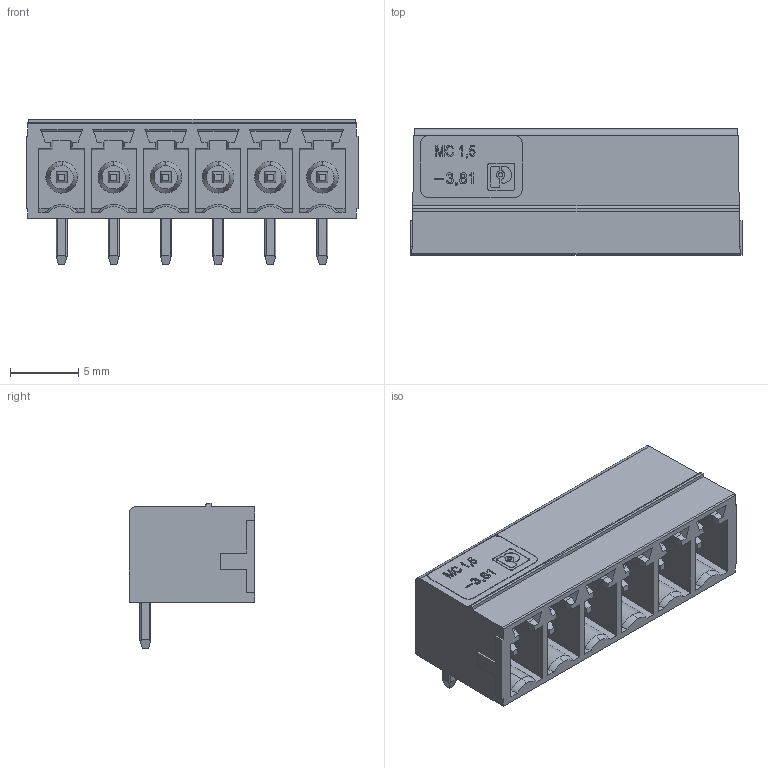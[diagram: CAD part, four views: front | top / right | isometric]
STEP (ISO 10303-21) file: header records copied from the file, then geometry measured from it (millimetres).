
FILE_DESCRIPTION(('STEP AP214'),'1');
FILE_NAME('cctmp_6968D4A3-0722-44A0-B624-46212B7B1CCD_2023_02_03_13_09_00_0947_8320..stp','2023-02-03T13:09:01',('PHOENIX CONTACT Deutschland GmbH'),('CADClick - www.CADClick.com'),'Spatial InterOp 3D',' ','unknown authorization');
FILE_SCHEMA(('AUTOMOTIVE_DESIGN'));
Length unit declared in the file: millimetre
Products named in the file (8): 2023_02_03_13_09_00_0588; 2023_02_03_13_09_00_0947; 2023_02_03_13_09_00_0932; 2023_02_03_13_09_00_0916; 2023_02_03_13_09_00_0901; 2023_02_03_13_09_00_0885; 2023_02_03_13_09_00_0869; 2023_02_03_13_09_00_0822
Assembly tree (7 placements, depth 2):
  2023_02_03_13_09_00_0588
    2023_02_03_13_09_00_0947
    2023_02_03_13_09_00_0932
    2023_02_03_13_09_00_0916
    2023_02_03_13_09_00_0901
    2023_02_03_13_09_00_0885
    2023_02_03_13_09_00_0869
    2023_02_03_13_09_00_0822
Bounding box: 24.25 x 9.2 x 10.65 mm (x, y, z)
Volume: 827.3 mm3; surface area: 2245.3 mm2
Topology: 7 solids, 7 shells, 883 faces, 2477 edges, 1630 vertices
Faces by surface type: plane 699, cylinder 105, torus 24, cone 24, bspline 19, sphere 12
Entity records: 50562 total; most frequent: CARTESIAN_POINT 7288, ORIENTED_EDGE 4930, DIRECTION 4328, STYLED_ITEM 3562, PRESENTATION_STYLE_ASSIGNMENT 3562, COLOUR_RGB 3562, EDGE_CURVE 2465, LINE 2038
